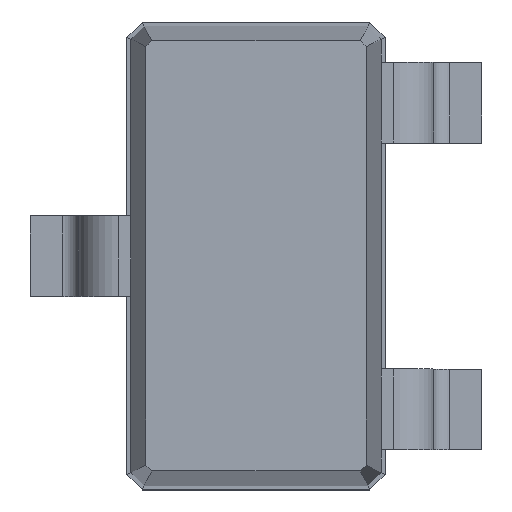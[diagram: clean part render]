
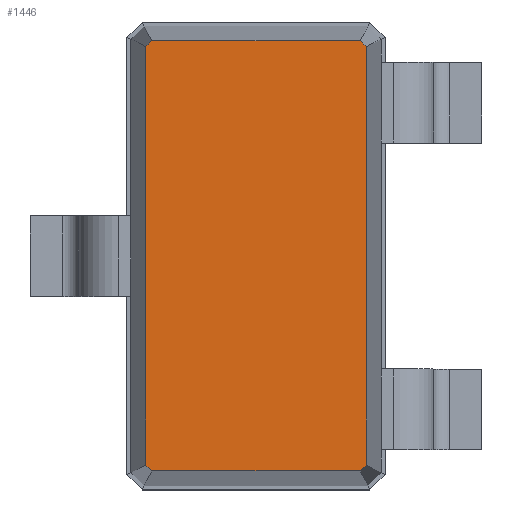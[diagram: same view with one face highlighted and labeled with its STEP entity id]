
A CAD part, top view. The second image highlights one B-rep face of the part: STEP entity #1446.
In plain terms, the highlighted planar face has unit normal (0, 0, 1).
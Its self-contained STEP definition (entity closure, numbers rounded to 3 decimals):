
#96=FACE_OUTER_BOUND('',#175,.T.);
#175=EDGE_LOOP('',(#1107,#1108,#1109,#1110,#1111,#1112,#1113,#1114));
#216=LINE('',#1996,#387);
#284=LINE('',#2132,#455);
#343=LINE('',#2296,#514);
#345=LINE('',#2299,#516);
#346=LINE('',#2301,#517);
#347=LINE('',#2303,#518);
#348=LINE('',#2305,#519);
#349=LINE('',#2306,#520);
#387=VECTOR('',#1610,1.);
#455=VECTOR('',#1728,1.);
#514=VECTOR('',#1873,1.);
#516=VECTOR('',#1877,1.);
#517=VECTOR('',#1878,1.);
#518=VECTOR('',#1879,1.);
#519=VECTOR('',#1880,1.);
#520=VECTOR('',#1881,1.);
#558=VERTEX_POINT('',#1993);
#559=VERTEX_POINT('',#1995);
#601=VERTEX_POINT('',#2129);
#602=VERTEX_POINT('',#2131);
#664=VERTEX_POINT('',#2295);
#665=VERTEX_POINT('',#2300);
#666=VERTEX_POINT('',#2302);
#667=VERTEX_POINT('',#2304);
#676=EDGE_CURVE('',#558,#559,#216,.T.);
#744=EDGE_CURVE('',#601,#602,#284,.T.);
#827=EDGE_CURVE('',#602,#664,#343,.T.);
#829=EDGE_CURVE('',#559,#601,#345,.T.);
#830=EDGE_CURVE('',#665,#558,#346,.T.);
#831=EDGE_CURVE('',#666,#665,#347,.T.);
#832=EDGE_CURVE('',#667,#666,#348,.T.);
#833=EDGE_CURVE('',#664,#667,#349,.T.);
#1107=ORIENTED_EDGE('',*,*,#744,.F.);
#1108=ORIENTED_EDGE('',*,*,#829,.F.);
#1109=ORIENTED_EDGE('',*,*,#676,.F.);
#1110=ORIENTED_EDGE('',*,*,#830,.F.);
#1111=ORIENTED_EDGE('',*,*,#831,.F.);
#1112=ORIENTED_EDGE('',*,*,#832,.F.);
#1113=ORIENTED_EDGE('',*,*,#833,.F.);
#1114=ORIENTED_EDGE('',*,*,#827,.F.);
#1296=PLANE('',#1563);
#1446=ADVANCED_FACE('',(#96),#1296,.T.);
#1563=AXIS2_PLACEMENT_3D('',#2298,#1875,#1876);
#1610=DIRECTION('',(0.,1.,0.));
#1728=DIRECTION('',(1.,0.,0.));
#1873=DIRECTION('',(0.707,-0.707,0.));
#1875=DIRECTION('center_axis',(0.,0.,1.));
#1876=DIRECTION('ref_axis',(0.436,-0.9,0.));
#1877=DIRECTION('',(0.707,0.707,0.));
#1878=DIRECTION('',(-0.707,0.707,0.));
#1879=DIRECTION('',(-1.,0.,0.));
#1880=DIRECTION('',(-0.707,-0.707,0.));
#1881=DIRECTION('',(0.,-1.,0.));
#1993=CARTESIAN_POINT('',(-0.684,-1.297,1.55));
#1995=CARTESIAN_POINT('',(-0.684,1.297,1.55));
#1996=CARTESIAN_POINT('',(-0.684,-1.297,1.55));
#2129=CARTESIAN_POINT('',(-0.647,1.334,1.55));
#2131=CARTESIAN_POINT('',(0.647,1.334,1.55));
#2132=CARTESIAN_POINT('',(-0.647,1.334,1.55));
#2295=CARTESIAN_POINT('',(0.684,1.297,1.55));
#2296=CARTESIAN_POINT('',(0.647,1.334,1.55));
#2298=CARTESIAN_POINT('Origin',(-0.647,1.334,1.55));
#2299=CARTESIAN_POINT('',(-0.684,1.297,1.55));
#2300=CARTESIAN_POINT('',(-0.647,-1.334,1.55));
#2301=CARTESIAN_POINT('',(-0.647,-1.334,1.55));
#2302=CARTESIAN_POINT('',(0.647,-1.334,1.55));
#2303=CARTESIAN_POINT('',(0.647,-1.334,1.55));
#2304=CARTESIAN_POINT('',(0.684,-1.297,1.55));
#2305=CARTESIAN_POINT('',(0.684,-1.297,1.55));
#2306=CARTESIAN_POINT('',(0.684,1.297,1.55));
